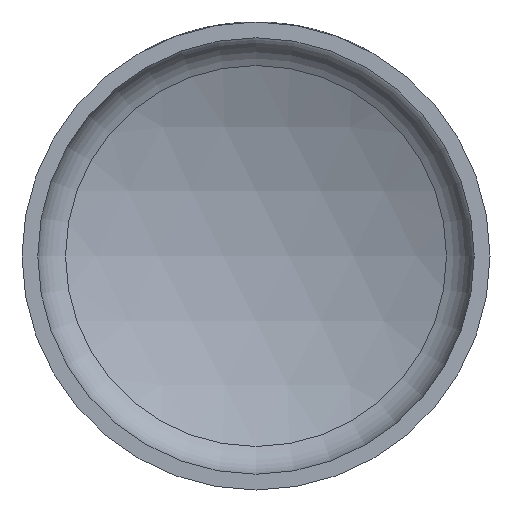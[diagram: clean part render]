
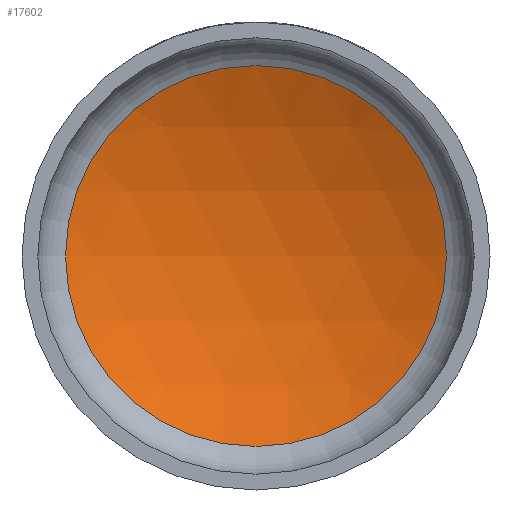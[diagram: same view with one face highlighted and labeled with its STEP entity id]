
A CAD part, front view. The second image highlights one B-rep face of the part: STEP entity #17602.
In plain terms, the highlighted spherical face has radius 88.9 mm.
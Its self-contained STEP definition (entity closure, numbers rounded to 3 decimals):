
#53 = VERTEX_POINT ( 'NONE', #15956 ) ;
#1926 = DIRECTION ( 'NONE',  ( 0., 0., -1. ) ) ;
#3626 = DIRECTION ( 'NONE',  ( 1., 0., 0. ) ) ;
#7303 = SPHERICAL_SURFACE ( 'NONE', #26233, 88.9 ) ;
#8874 = EDGE_LOOP ( 'NONE', ( #25595 ) ) ;
#11097 = FACE_OUTER_BOUND ( 'NONE', #8874, .T. ) ;
#12058 = CARTESIAN_POINT ( 'NONE',  ( 0., 23.121, 0. ) ) ;
#13940 = DIRECTION ( 'NONE',  ( 0., 0., 1. ) ) ;
#14157 = DIRECTION ( 'NONE',  ( 0., -1., 0. ) ) ;
#15956 = CARTESIAN_POINT ( 'NONE',  ( 0., 23.121, -36.178 ) ) ;
#16444 = AXIS2_PLACEMENT_3D ( 'NONE', #12058, #14157, #1926 ) ;
#17602 = ADVANCED_FACE ( 'NONE', ( #11097 ), #7303, .F. ) ;
#17853 = CARTESIAN_POINT ( 'NONE',  ( 0., -58.085, 0. ) ) ;
#24473 = EDGE_CURVE ( 'NONE', #53, #53, #24735, .T. ) ;
#24735 = CIRCLE ( 'NONE', #16444, 36.178 ) ;
#25595 = ORIENTED_EDGE ( 'NONE', *, *, #24473, .T. ) ;
#26233 = AXIS2_PLACEMENT_3D ( 'NONE', #17853, #13940, #3626 ) ;
